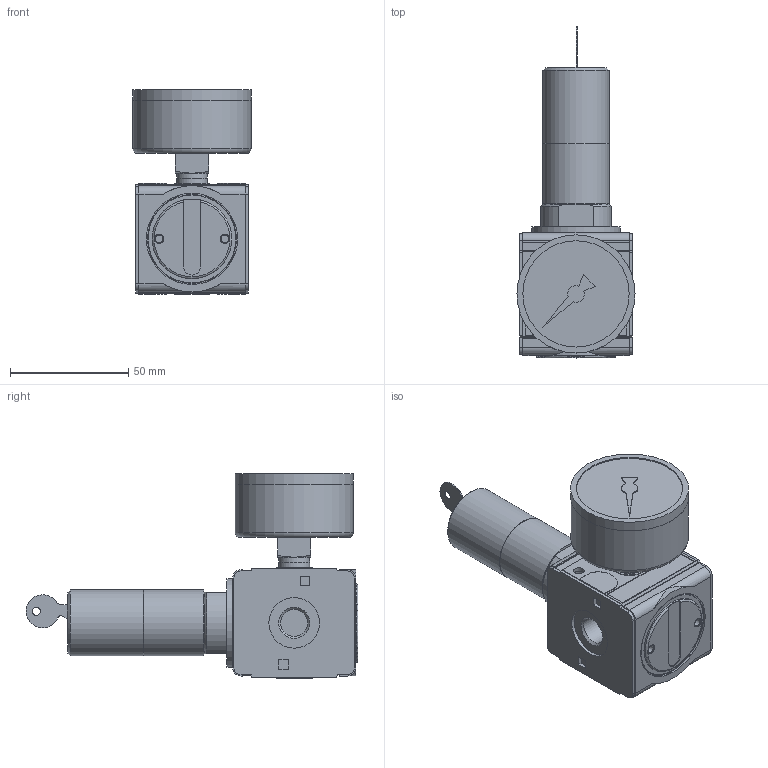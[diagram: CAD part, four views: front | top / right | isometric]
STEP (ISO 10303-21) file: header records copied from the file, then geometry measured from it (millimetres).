
FILE_DESCRIPTION( ( 'STEP AP203' ), ' ' );
FILE_NAME( '9.1711.006.stp', '2017-04-10T07:13:06', ( '' ), ( '' ), ' ', 'PARTsolutions', ' ' );
FILE_SCHEMA( ( 'CONFIG_CONTROL_DESIGN' ) );
Length unit declared in the file: millimetre
Products named in the file (3): 9.1711.006; _R 11 - 3-10020-G; _R 11 - 3-2
Assembly tree (2 placements, depth 2):
  9.1711.006
    _R 11 - 3-10020-G
    _R 11 - 3-2
Bounding box: 50 x 140.5 x 86.7 mm (x, y, z)
Volume: 208134.9 mm3; surface area: 32861.1 mm2
Topology: 2 solids, 2 shells, 240 faces, 558 edges, 368 vertices
Faces by surface type: plane 159, cylinder 59, cone 20, torus 2
Full cylindrical faces by diameter (mm): 3.2 x2, 3.5 x1, 4 x2, 4.4 x4, 11.445 x3, 13 x1, 13.157 x1, 15.1 x2, 15.7 x1, 19.2 x1, 21.4 x2, 24 x1, 28 x2, 33.7 x1, 37.5 x1, 37.6 x1, 38.6 x1, 45 x1, 49.96 x1, 50 x2
Entity records: 6705 total; most frequent: CARTESIAN_POINT 1230, DIRECTION 1111, ORIENTED_EDGE 1000, EDGE_CURVE 500, AXIS2_PLACEMENT_3D 382, VERTEX_POINT 361, LINE 347, VECTOR 347
